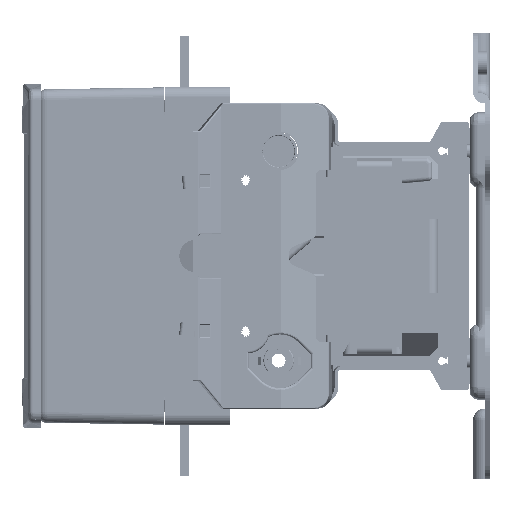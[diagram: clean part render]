
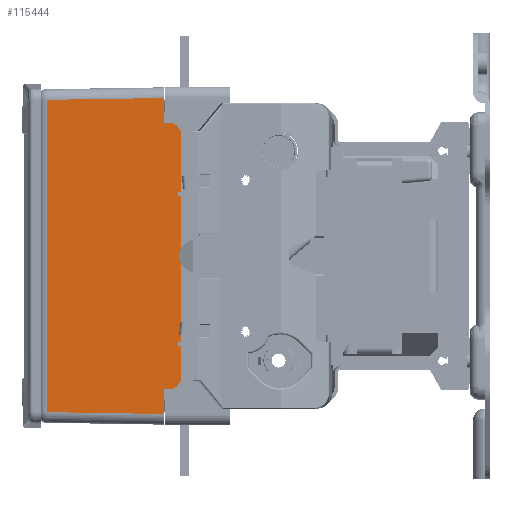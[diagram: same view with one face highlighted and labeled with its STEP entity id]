
A CAD part, left-side view. The second image highlights one B-rep face of the part: STEP entity #115444.
In plain terms, the highlighted planar face has unit normal (-1, 0.014, 0).
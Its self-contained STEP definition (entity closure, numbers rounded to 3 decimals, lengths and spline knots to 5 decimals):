
#99209=DIRECTION('',(0.014,1.,0.));
#99210=VECTOR('',#99209,0.002);
#99211=CARTESIAN_POINT('',(-0.07242,0.006,
0.0625));
#99212=LINE('',#99211,#99210);
#99213=CARTESIAN_POINT('',(-0.0725,0.,0.0565));
#99214=CARTESIAN_POINT('',(-0.0725,0.,
0.0575));
#99215=CARTESIAN_POINT('',(-0.07249,0.00043,
0.05907));
#99216=CARTESIAN_POINT('',(-0.07248,0.00167,
0.06083));
#99217=CARTESIAN_POINT('',(-0.07245,0.00343,
0.06207));
#99218=CARTESIAN_POINT('',(-0.07243,0.005,
0.0625));
#99219=CARTESIAN_POINT('',(-0.07242,0.006,
0.0625));
#99221=DIRECTION('',(0.,0.,1.));
#99222=VECTOR('',#99221,0.113);
#99223=CARTESIAN_POINT('',(-0.0725,0.,
-0.0565));
#99224=LINE('',#99223,#99222);
#99225=CARTESIAN_POINT('',(-0.07242,0.006,
-0.0625));
#99226=CARTESIAN_POINT('',(-0.07243,0.005,
-0.0625));
#99227=CARTESIAN_POINT('',(-0.07245,0.00343,
-0.06207));
#99228=CARTESIAN_POINT('',(-0.07248,0.00167,
-0.06083));
#99229=CARTESIAN_POINT('',(-0.07249,0.00043,
-0.05907));
#99230=CARTESIAN_POINT('',(-0.0725,0.,
-0.0575));
#99231=CARTESIAN_POINT('',(-0.0725,0.,-0.0565));
#99233=DIRECTION('',(-0.014,-1.,0.));
#99234=VECTOR('',#99233,0.002);
#99235=CARTESIAN_POINT('',(-0.07239,0.008,-0.0625));
#99236=LINE('',#99235,#99234);
#99237=DIRECTION('',(0.,0.,1.));
#99238=VECTOR('',#99237,0.0115);
#99239=CARTESIAN_POINT('',(-0.07239,0.008,
-0.074));
#99240=LINE('',#99239,#99238);
#99241=DIRECTION('',(-0.014,-1.,-0.016));
#99242=VECTOR('',#99241,0.05508);
#99243=CARTESIAN_POINT('',(-0.07162,0.06307,
-0.07314));
#99244=LINE('',#99243,#99242);
#99245=DIRECTION('',(0.014,1.,-0.016));
#99246=VECTOR('',#99245,0.05508);
#99247=CARTESIAN_POINT('',(-0.07239,0.008,
0.074));
#99248=LINE('',#99247,#99246);
#99249=DIRECTION('',(0.,0.,1.));
#99250=VECTOR('',#99249,0.0115);
#99251=CARTESIAN_POINT('',(-0.07239,0.008,0.0625));
#99252=LINE('',#99251,#99250);
#99399=DIRECTION('',(0.,0.,1.));
#99400=VECTOR('',#99399,0.14627);
#99401=CARTESIAN_POINT('',(-0.07162,0.06307,
-0.07314));
#99402=LINE('',#99401,#99400);
#110107=CARTESIAN_POINT('',(-0.0725,0.,
-0.0565));
#110108=CARTESIAN_POINT('',(-0.0725,0.,
0.0565));
#110109=VERTEX_POINT('',#110107);
#110110=VERTEX_POINT('',#110108);
#110121=CARTESIAN_POINT('',(-0.07242,0.006,
0.0625));
#110122=CARTESIAN_POINT('',(-0.07239,0.008,0.0625));
#110123=VERTEX_POINT('',#110121);
#110124=VERTEX_POINT('',#110122);
#110129=CARTESIAN_POINT('',(-0.07239,0.008,
0.074));
#110130=VERTEX_POINT('',#110129);
#110131=CARTESIAN_POINT('',(-0.07162,0.06307,
-0.07314));
#110132=CARTESIAN_POINT('',(-0.07239,0.008,
-0.074));
#110133=VERTEX_POINT('',#110131);
#110134=VERTEX_POINT('',#110132);
#110135=CARTESIAN_POINT('',(-0.07239,0.008,-0.0625));
#110136=VERTEX_POINT('',#110135);
#110141=CARTESIAN_POINT('',(-0.07242,0.006,
-0.0625));
#110142=VERTEX_POINT('',#110141);
#110143=CARTESIAN_POINT('',(-0.07162,0.06307,
0.07314));
#110144=VERTEX_POINT('',#110143);
#115418=CARTESIAN_POINT('',(-0.0725,0.,-0.08283));
#115419=DIRECTION('',(-1.,0.014,0.));
#115420=DIRECTION('',(0.,0.,1.));
#115421=AXIS2_PLACEMENT_3D('',#115418,#115419,#115420);
#115422=PLANE('',#115421);
#115424=ORIENTED_EDGE('',*,*,#115423,.F.);
#115426=ORIENTED_EDGE('',*,*,#115425,.F.);
#115428=ORIENTED_EDGE('',*,*,#115427,.F.);
#115430=ORIENTED_EDGE('',*,*,#115429,.F.);
#115432=ORIENTED_EDGE('',*,*,#115431,.F.);
#115434=ORIENTED_EDGE('',*,*,#115433,.F.);
#115436=ORIENTED_EDGE('',*,*,#115435,.F.);
#115438=ORIENTED_EDGE('',*,*,#115437,.T.);
#115440=ORIENTED_EDGE('',*,*,#115439,.F.);
#115441=ORIENTED_EDGE('',*,*,#115404,.F.);
#115442=EDGE_LOOP('',(#115424,#115426,#115428,#115430,#115432,#115434,#115436,
#115438,#115440,#115441));
#115443=FACE_OUTER_BOUND('',#115442,.F.);
#115444=ADVANCED_FACE('',(#115443),#115422,.T.);
#99220=B_SPLINE_CURVE_WITH_KNOTS('',3,(#99213,#99214,#99215,#99216,#99217,
#99218,#99219),.UNSPECIFIED.,.F.,.F.,(4,1,1,1,4),(0.,0.25,0.5,0.75,
1.),.UNSPECIFIED.);
#99232=B_SPLINE_CURVE_WITH_KNOTS('',3,(#99225,#99226,#99227,#99228,#99229,
#99230,#99231),.UNSPECIFIED.,.F.,.F.,(4,1,1,1,4),(0.,0.25,0.5,0.75,
1.),.UNSPECIFIED.);
#115404=EDGE_CURVE('',#110124,#110130,#99252,.T.);
#115423=EDGE_CURVE('',#110123,#110124,#99212,.T.);
#115425=EDGE_CURVE('',#110110,#110123,#99220,.T.);
#115427=EDGE_CURVE('',#110109,#110110,#99224,.T.);
#115429=EDGE_CURVE('',#110142,#110109,#99232,.T.);
#115431=EDGE_CURVE('',#110136,#110142,#99236,.T.);
#115433=EDGE_CURVE('',#110134,#110136,#99240,.T.);
#115435=EDGE_CURVE('',#110133,#110134,#99244,.T.);
#115437=EDGE_CURVE('',#110133,#110144,#99402,.T.);
#115439=EDGE_CURVE('',#110130,#110144,#99248,.T.);
